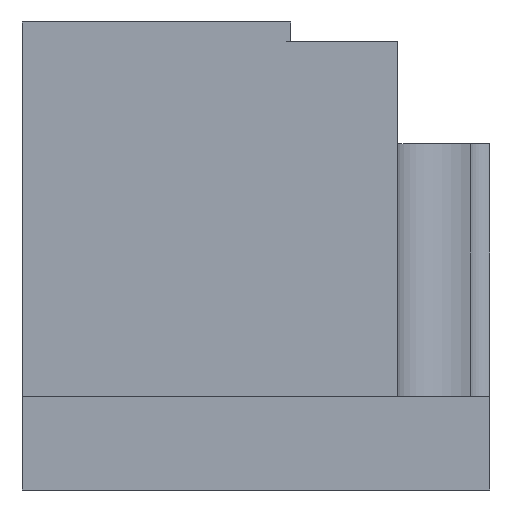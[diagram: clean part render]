
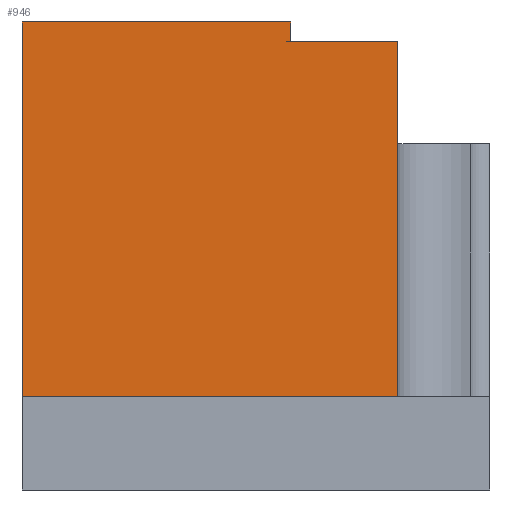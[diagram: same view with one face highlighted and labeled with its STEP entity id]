
A CAD part, front view. The second image highlights one B-rep face of the part: STEP entity #946.
In plain terms, the highlighted planar face has unit normal (0, -1, 0).
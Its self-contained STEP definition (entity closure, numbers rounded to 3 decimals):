
#77=FACE_OUTER_BOUND('',#135,.T.);
#135=EDGE_LOOP('',(#735,#736,#737,#738,#739,#740));
#268=LINE('',#1535,#354);
#271=LINE('',#1545,#357);
#272=LINE('',#1547,#358);
#273=LINE('',#1549,#359);
#274=LINE('',#1551,#360);
#275=LINE('',#1552,#361);
#354=VECTOR('',#1237,10.);
#357=VECTOR('',#1246,10.);
#358=VECTOR('',#1247,10.);
#359=VECTOR('',#1248,10.);
#360=VECTOR('',#1249,10.);
#361=VECTOR('',#1250,10.);
#453=VERTEX_POINT('',#1532);
#454=VERTEX_POINT('',#1534);
#458=VERTEX_POINT('',#1544);
#459=VERTEX_POINT('',#1546);
#460=VERTEX_POINT('',#1548);
#461=VERTEX_POINT('',#1550);
#564=EDGE_CURVE('',#454,#453,#268,.T.);
#569=EDGE_CURVE('',#453,#458,#271,.T.);
#570=EDGE_CURVE('',#459,#458,#272,.T.);
#571=EDGE_CURVE('',#459,#460,#273,.T.);
#572=EDGE_CURVE('',#461,#460,#274,.T.);
#573=EDGE_CURVE('',#454,#461,#275,.T.);
#735=ORIENTED_EDGE('',*,*,#569,.T.);
#736=ORIENTED_EDGE('',*,*,#570,.F.);
#737=ORIENTED_EDGE('',*,*,#571,.T.);
#738=ORIENTED_EDGE('',*,*,#572,.F.);
#739=ORIENTED_EDGE('',*,*,#573,.F.);
#740=ORIENTED_EDGE('',*,*,#564,.T.);
#909=PLANE('',#1046);
#946=ADVANCED_FACE('',(#77),#909,.F.);
#1046=AXIS2_PLACEMENT_3D('',#1543,#1244,#1245);
#1237=DIRECTION('',(1.,0.,0.));
#1244=DIRECTION('center_axis',(0.,1.,0.));
#1245=DIRECTION('ref_axis',(-1.,0.,0.));
#1246=DIRECTION('',(0.,0.,1.));
#1247=DIRECTION('',(1.,0.,0.));
#1248=DIRECTION('',(0.,0.,1.));
#1249=DIRECTION('',(1.,0.,0.));
#1250=DIRECTION('',(0.,0.,1.));
#1532=CARTESIAN_POINT('',(-4.922,-42.,10.));
#1534=CARTESIAN_POINT('',(-45.,-42.,10.));
#1535=CARTESIAN_POINT('',(-45.,-42.,10.));
#1543=CARTESIAN_POINT('Origin',(5.5,-42.,10.));
#1544=CARTESIAN_POINT('',(-4.922,-42.,47.902));
#1545=CARTESIAN_POINT('',(-4.922,-42.,30.001));
#1546=CARTESIAN_POINT('',(-16.299,-42.,47.902));
#1547=CARTESIAN_POINT('',(-7.125,-42.,47.902));
#1548=CARTESIAN_POINT('',(-16.299,-42.,50.002));
#1549=CARTESIAN_POINT('',(-16.299,-42.,47.902));
#1550=CARTESIAN_POINT('',(-45.,-42.,50.002));
#1551=CARTESIAN_POINT('',(-16.299,-42.,50.002));
#1552=CARTESIAN_POINT('',(-45.,-42.,47.902));
